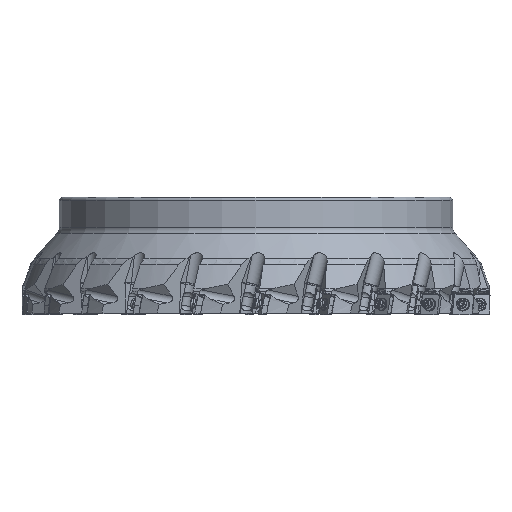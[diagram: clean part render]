
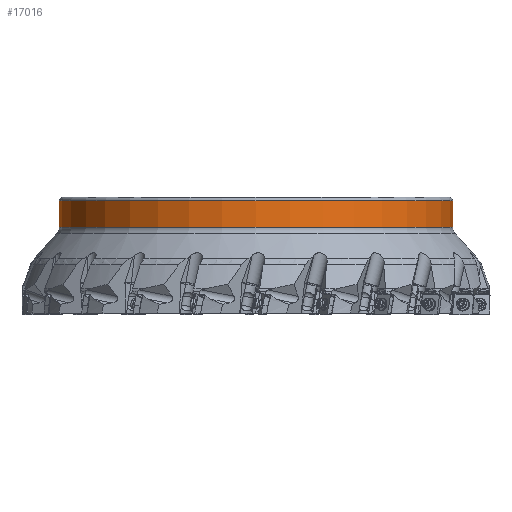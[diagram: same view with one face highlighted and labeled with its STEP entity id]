
A CAD part, front view. The second image highlights one B-rep face of the part: STEP entity #17016.
In plain terms, the highlighted cylindrical face has radius 105 mm (diameter 210 mm), a partial arc.
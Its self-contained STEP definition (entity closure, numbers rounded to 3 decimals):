
#3980=CYLINDRICAL_SURFACE('',#64904,105.);
#6335=LINE('',#108331,#10301);
#6336=LINE('',#108332,#10302);
#10301=VECTOR('',#75012,1.);
#10302=VECTOR('',#75013,1.);
#13937=FACE_OUTER_BOUND('',#22079,.T.);
#17016=ADVANCED_FACE('',(#13937),#3980,.T.);
#22079=EDGE_LOOP('',(#31232,#31233,#31234,#31235));
#31232=ORIENTED_EDGE('',*,*,#52582,.T.);
#31233=ORIENTED_EDGE('',*,*,#52586,.T.);
#31234=ORIENTED_EDGE('',*,*,#52588,.T.);
#31235=ORIENTED_EDGE('',*,*,#52587,.T.);
#45421=VERTEX_POINT('',#108321);
#45422=VERTEX_POINT('',#108323);
#45423=VERTEX_POINT('',#108329);
#45424=VERTEX_POINT('',#108330);
#52582=EDGE_CURVE('',#45422,#45421,#58758,.T.);
#52586=EDGE_CURVE('',#45421,#45424,#6335,.T.);
#52587=EDGE_CURVE('',#45423,#45422,#6336,.T.);
#52588=EDGE_CURVE('',#45424,#45423,#58762,.T.);
#58758=CIRCLE('',#64896,105.);
#58762=CIRCLE('',#64903,105.);
#64896=AXIS2_PLACEMENT_3D('',#108322,#75000,#75001);
#64903=AXIS2_PLACEMENT_3D('',#108334,#75016,#75017);
#64904=AXIS2_PLACEMENT_3D('',#108335,#75018,#75019);
#75000=DIRECTION('',(0.,0.,1.));
#75001=DIRECTION('',(-1.,0.,0.));
#75012=DIRECTION('',(0.,0.,1.));
#75013=DIRECTION('',(0.,0.,-1.));
#75016=DIRECTION('',(0.,0.,-1.));
#75017=DIRECTION('',(1.,0.,0.));
#75018=DIRECTION('',(0.,0.,-1.));
#75019=DIRECTION('',(1.,0.,0.));
#108321=CARTESIAN_POINT('',(105.,0.,-16.081));
#108322=CARTESIAN_POINT('',(0.,0.,-16.081));
#108323=CARTESIAN_POINT('',(-105.,0.,-16.081));
#108329=CARTESIAN_POINT('',(-105.,0.,-2.));
#108330=CARTESIAN_POINT('',(105.,0.,-2.));
#108331=CARTESIAN_POINT('',(105.,0.,-16.081));
#108332=CARTESIAN_POINT('',(-105.,0.,-2.));
#108334=CARTESIAN_POINT('',(0.,0.,-2.));
#108335=CARTESIAN_POINT('',(0.,0.,-1.718));
